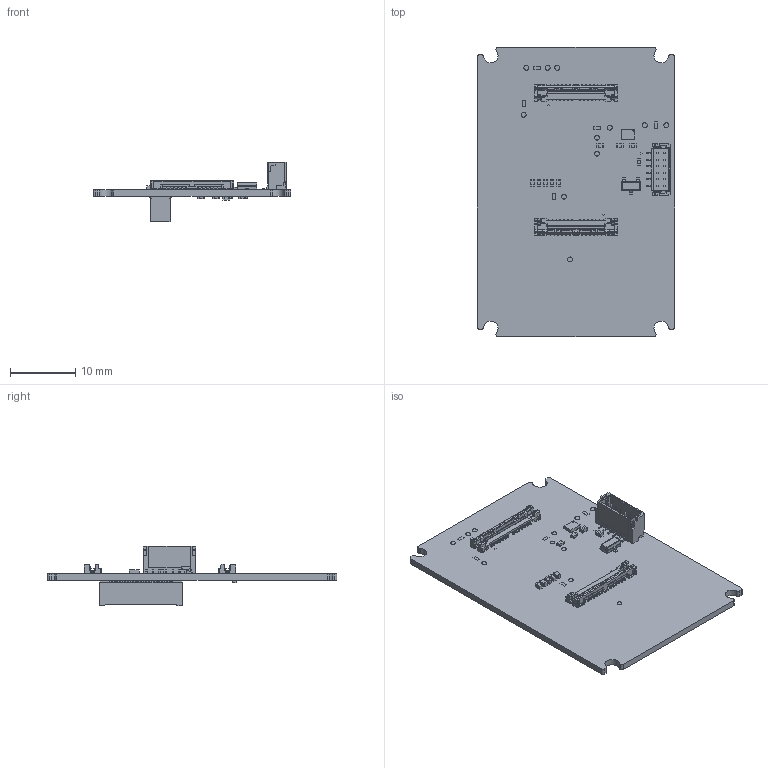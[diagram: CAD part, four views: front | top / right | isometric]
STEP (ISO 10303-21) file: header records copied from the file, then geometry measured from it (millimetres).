
FILE_DESCRIPTION(('Open CASCADE Model'),'2;1');
FILE_NAME('Open CASCADE Shape Model','2025-06-05T09:44:23',('Author'),( 'Open CASCADE'),'Open CASCADE STEP processor 7.5','Open CASCADE 7.5' ,'Unknown');
FILE_SCHEMA(('AUTOMOTIVE_DESIGN { 1 0 10303 214 1 1 1 1 }'));
Length unit declared in the file: millimetre
Products named in the file (95): PCB; Board; Open CASCADE STEP translator 7.5 1.1.1; TP16; 6643960064; Cylinder; D1; 6999258464; Body; Open CASCADE STEP translator 6.8 8.1.1; Leader; C12; 6643959584; Extruded; 6643959424; 6643959264; TP5; 6643960304; U4; 6999256224; R21; 6643956224; 6643956064; R20; R19; R18; C9; 6643954464; 6643954624; 6643954784; C6; C5; TP6; R6; R9; TP14; TP15; 6643956464; TP13; 6643956784 ...
Assembly tree (148 placements, depth 5):
  PCB
    Board
      Open CASCADE STEP translator 7.5 1.1.1
    TP16
      6643960064
        Cylinder
    D1
      6999258464
        Body
          Open CASCADE STEP translator 6.8 8.1.1
        Leader  x3
    C12
      6643959584
        Extruded
      6643959424
        Extruded
      6643959264
        Extruded
    TP5
      6643960304
        Extruded
    U4
      6999256224
    R21
      6643956224  x2
        Extruded
      6643956064
        Extruded
    R20
      6643956224  x2
        Extruded
      6643956064
        Extruded
    R19
      6643956224  x2
        Extruded
      6643956064
        Extruded
    R18
      6643956224  x2
        Extruded
      6643956064
        Extruded
    C9
      6643954464
        Extruded
      6643954624
        Extruded
      6643954784
        Extruded
    C6
      6643954784
        Extruded
      6643954624
        Extruded
      6643954464
        Extruded
    C5
      6643959584
        Extruded
Bounding box: 30.2 x 44.2 x 9.14 mm (x, y, z)
Volume: 1510.5 mm3; surface area: 3685.8 mm2
Topology: 112 solids, 113 shells, 3911 faces, 10321 edges, 6796 vertices
Faces by surface type: plane 2838, cylinder 1057, sphere 8, bspline 8
Full cylindrical faces by diameter (mm): 0.75 x11
Entity records: 85921 total; most frequent: CARTESIAN_POINT 15529, ORIENTED_EDGE 14224, DIRECTION 14174, EDGE_CURVE 7112, LINE 5620, VECTOR 5620, VERTEX_POINT 4684, AXIS2_PLACEMENT_3D 4277
